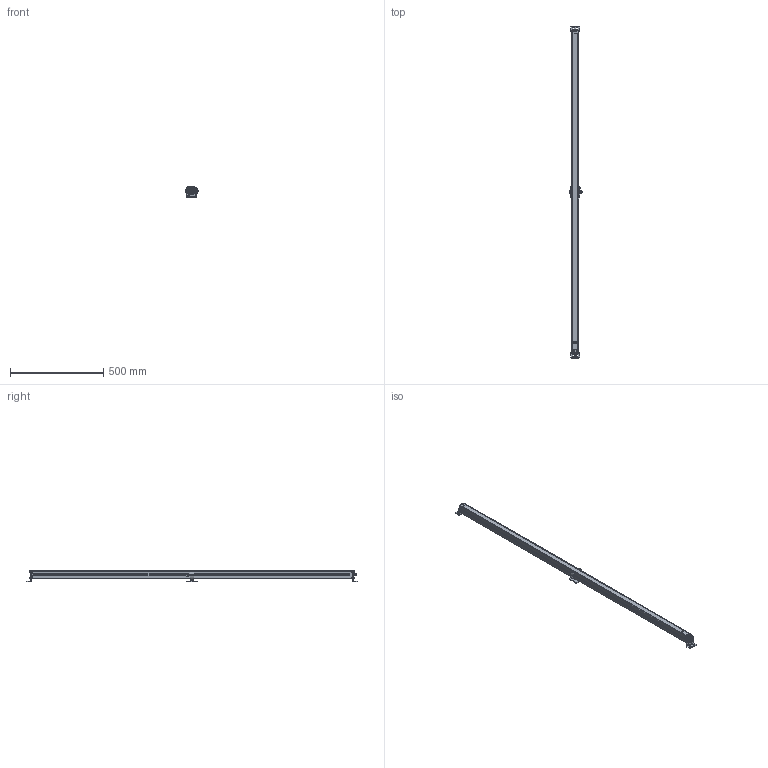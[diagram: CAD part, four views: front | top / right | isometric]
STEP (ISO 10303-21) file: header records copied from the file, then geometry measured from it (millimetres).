
FILE_DESCRIPTION((''),'2;1');
FILE_NAME('139511_SM01_ASM','2023-04-10T13:39:18',('banengservice'),('BANNER ENGINEERING'),'CREO PARAMETRIC BY PTC INC, 2022414','CREO PARAMETRIC BY PTC INC, 2022414','');
FILE_SCHEMA(('CONFIG_CONTROL_DESIGN'));
Products named in the file (9): 139511_EP01; 114483; 114482; 58892; 60139; 71756_ASM; 111087; 58892_GENERIC; 139511_SM01_ASM
Assembly tree (15 placements, depth 3):
  139511_SM01_ASM
    139511_EP01
    71756_ASM
      114483
      114482
      58892  x3
      60139  x2
    111087  x2
    58892_GENERIC  x4
Bounding box: 68.64 x 1777 x 63 mm (x, y, z)
Volume: 2504375.6 mm3; surface area: 400521.2 mm2
Topology: 14 solids, 19 shells, 2576 faces, 7036 edges, 4564 vertices
Faces by surface type: plane 1459, cylinder 780, bspline 238, torus 54, sphere 38, cone 7
Entity records: 93771 total; most frequent: CARTESIAN_POINT 44587, ORIENTED_EDGE 10792, DIRECTION 9315, EDGE_CURVE 5404, VERTEX_POINT 3506, VECTOR 3337, LINE 3337, AXIS2_PLACEMENT_3D 2989
